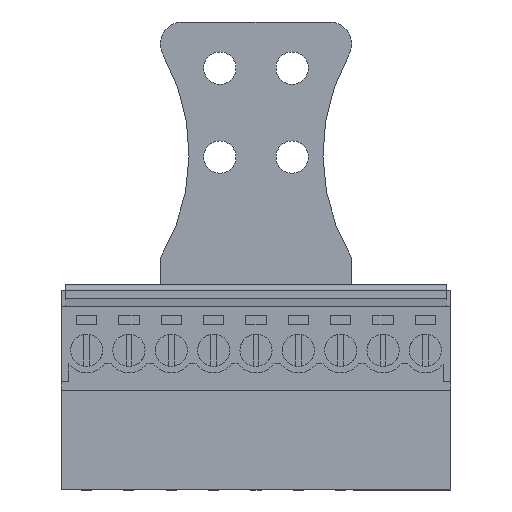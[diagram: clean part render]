
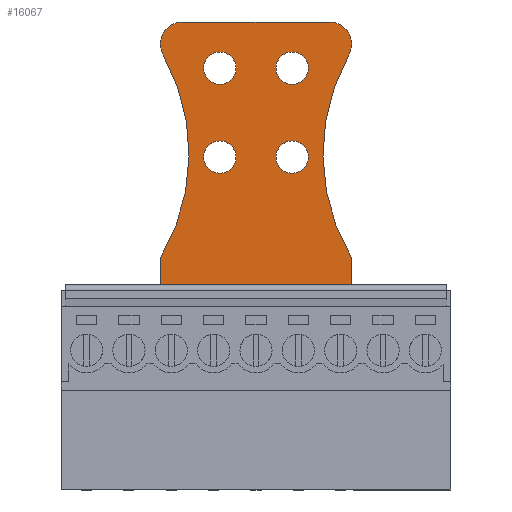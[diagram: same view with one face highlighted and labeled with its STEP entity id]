
A CAD part, front view. The second image highlights one B-rep face of the part: STEP entity #16067.
In plain terms, the highlighted planar face has unit normal (0, -1, 0).
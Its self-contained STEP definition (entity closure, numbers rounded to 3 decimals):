
#15936=AXIS2_PLACEMENT_3D('Plane Axis2P3D',#15933,#15934,#15935) ;
#15947=AXIS2_PLACEMENT_3D('Circle Axis2P3D',#15945,#15946,$) ;
#15954=AXIS2_PLACEMENT_3D('Circle Axis2P3D',#15952,#15953,$) ;
#15968=AXIS2_PLACEMENT_3D('Circle Axis2P3D',#15966,#15967,$) ;
#15975=AXIS2_PLACEMENT_3D('Circle Axis2P3D',#15973,#15974,$) ;
#15997=AXIS2_PLACEMENT_3D('Circle Axis2P3D',#15995,#15996,$) ;
#16006=AXIS2_PLACEMENT_3D('Circle Axis2P3D',#16004,#16005,$) ;
#16015=AXIS2_PLACEMENT_3D('Circle Axis2P3D',#16013,#16014,$) ;
#16024=AXIS2_PLACEMENT_3D('Circle Axis2P3D',#16022,#16023,$) ;
#16033=AXIS2_PLACEMENT_3D('Circle Axis2P3D',#16031,#16032,$) ;
#16042=AXIS2_PLACEMENT_3D('Circle Axis2P3D',#16040,#16041,$) ;
#16051=AXIS2_PLACEMENT_3D('Circle Axis2P3D',#16049,#16050,$) ;
#16060=AXIS2_PLACEMENT_3D('Circle Axis2P3D',#16058,#16059,$) ;
#15897=CARTESIAN_POINT('Line Origine',(17.54,10.6,17.95)) ;
#15901=CARTESIAN_POINT('Vertex',(26.1,10.6,17.95)) ;
#15903=CARTESIAN_POINT('Vertex',(8.98,10.6,17.95)) ;
#15933=CARTESIAN_POINT('Axis2P3D Location',(17.54,10.6,8.95)) ;
#15938=CARTESIAN_POINT('Line Origine',(26.1,10.6,19.45)) ;
#15942=CARTESIAN_POINT('Vertex',(26.1,10.6,20.951)) ;
#15945=CARTESIAN_POINT('Axis2P3D Location',(41.755,10.6,30.223)) ;
#15949=CARTESIAN_POINT('Vertex',(25.884,10.6,39.122)) ;
#15952=CARTESIAN_POINT('Axis2P3D Location',(24.14,10.6,40.1)) ;
#15956=CARTESIAN_POINT('Vertex',(24.14,10.6,42.1)) ;
#15959=CARTESIAN_POINT('Line Origine',(17.54,10.6,42.1)) ;
#15963=CARTESIAN_POINT('Vertex',(10.94,10.6,42.1)) ;
#15966=CARTESIAN_POINT('Axis2P3D Location',(10.94,10.6,40.1)) ;
#15970=CARTESIAN_POINT('Vertex',(9.196,10.6,39.122)) ;
#15973=CARTESIAN_POINT('Axis2P3D Location',(-6.675,10.6,30.223)) ;
#15977=CARTESIAN_POINT('Vertex',(8.98,10.6,20.951)) ;
#15980=CARTESIAN_POINT('Line Origine',(8.98,10.6,19.45)) ;
#15995=CARTESIAN_POINT('Axis2P3D Location',(20.79,10.6,29.95)) ;
#15999=CARTESIAN_POINT('Vertex',(22.24,10.6,29.95)) ;
#16001=CARTESIAN_POINT('Vertex',(19.34,10.6,29.95)) ;
#16004=CARTESIAN_POINT('Axis2P3D Location',(20.79,10.6,29.95)) ;
#16013=CARTESIAN_POINT('Axis2P3D Location',(20.79,10.6,37.95)) ;
#16017=CARTESIAN_POINT('Vertex',(19.34,10.6,37.95)) ;
#16019=CARTESIAN_POINT('Vertex',(22.24,10.6,37.95)) ;
#16022=CARTESIAN_POINT('Axis2P3D Location',(20.79,10.6,37.95)) ;
#16031=CARTESIAN_POINT('Axis2P3D Location',(14.29,10.6,29.95)) ;
#16035=CARTESIAN_POINT('Vertex',(12.84,10.6,29.95)) ;
#16037=CARTESIAN_POINT('Vertex',(15.74,10.6,29.95)) ;
#16040=CARTESIAN_POINT('Axis2P3D Location',(14.29,10.6,29.95)) ;
#16049=CARTESIAN_POINT('Axis2P3D Location',(14.29,10.6,37.95)) ;
#16053=CARTESIAN_POINT('Vertex',(12.84,10.6,37.95)) ;
#16055=CARTESIAN_POINT('Vertex',(15.74,10.6,37.95)) ;
#16058=CARTESIAN_POINT('Axis2P3D Location',(14.29,10.6,37.95)) ;
#15898=DIRECTION('Vector Direction',(-1.,0.,0.)) ;
#15934=DIRECTION('Axis2P3D Direction',(0.,-1.,0.)) ;
#15935=DIRECTION('Axis2P3D XDirection',(1.,0.,0.)) ;
#15939=DIRECTION('Vector Direction',(0.,0.,1.)) ;
#15946=DIRECTION('Axis2P3D Direction',(0.,-1.,0.)) ;
#15953=DIRECTION('Axis2P3D Direction',(0.,-1.,0.)) ;
#15960=DIRECTION('Vector Direction',(1.,0.,0.)) ;
#15967=DIRECTION('Axis2P3D Direction',(0.,-1.,0.)) ;
#15974=DIRECTION('Axis2P3D Direction',(0.,-1.,0.)) ;
#15981=DIRECTION('Vector Direction',(0.,0.,-1.)) ;
#15996=DIRECTION('Axis2P3D Direction',(0.,-1.,0.)) ;
#16005=DIRECTION('Axis2P3D Direction',(0.,-1.,0.)) ;
#16014=DIRECTION('Axis2P3D Direction',(0.,-1.,0.)) ;
#16023=DIRECTION('Axis2P3D Direction',(0.,-1.,0.)) ;
#16032=DIRECTION('Axis2P3D Direction',(0.,-1.,0.)) ;
#16041=DIRECTION('Axis2P3D Direction',(0.,-1.,0.)) ;
#16050=DIRECTION('Axis2P3D Direction',(0.,-1.,0.)) ;
#16059=DIRECTION('Axis2P3D Direction',(0.,-1.,0.)) ;
#15899=VECTOR('Line Direction',#15898,1.) ;
#15940=VECTOR('Line Direction',#15939,1.) ;
#15961=VECTOR('Line Direction',#15960,1.) ;
#15982=VECTOR('Line Direction',#15981,1.) ;
#15986=ORIENTED_EDGE('',*,*,#15944,.T.) ;
#15987=ORIENTED_EDGE('',*,*,#15951,.F.) ;
#15988=ORIENTED_EDGE('',*,*,#15958,.T.) ;
#15989=ORIENTED_EDGE('',*,*,#15965,.F.) ;
#15990=ORIENTED_EDGE('',*,*,#15972,.T.) ;
#15991=ORIENTED_EDGE('',*,*,#15979,.F.) ;
#15992=ORIENTED_EDGE('',*,*,#15984,.T.) ;
#15993=ORIENTED_EDGE('',*,*,#15905,.F.) ;
#16010=ORIENTED_EDGE('',*,*,#16003,.F.) ;
#16011=ORIENTED_EDGE('',*,*,#16008,.F.) ;
#16028=ORIENTED_EDGE('',*,*,#16021,.F.) ;
#16029=ORIENTED_EDGE('',*,*,#16026,.F.) ;
#16046=ORIENTED_EDGE('',*,*,#16039,.F.) ;
#16047=ORIENTED_EDGE('',*,*,#16044,.F.) ;
#16064=ORIENTED_EDGE('',*,*,#16057,.F.) ;
#16065=ORIENTED_EDGE('',*,*,#16062,.F.) ;
#16012=FACE_BOUND('',#16009,.T.) ;
#16030=FACE_BOUND('',#16027,.T.) ;
#16048=FACE_BOUND('',#16045,.T.) ;
#16066=FACE_BOUND('',#16063,.T.) ;
#16067=ADVANCED_FACE('Strain relief',(#15994,#16012,#16030,#16048,#16066),#15937,.T.) ;
#15948=CIRCLE('generated circle',#15947,18.195) ;
#15955=CIRCLE('generated circle',#15954,2.) ;
#15969=CIRCLE('generated circle',#15968,2.) ;
#15976=CIRCLE('generated circle',#15975,18.195) ;
#15998=CIRCLE('generated circle',#15997,1.45) ;
#16007=CIRCLE('generated circle',#16006,1.45) ;
#16016=CIRCLE('generated circle',#16015,1.45) ;
#16025=CIRCLE('generated circle',#16024,1.45) ;
#16034=CIRCLE('generated circle',#16033,1.45) ;
#16043=CIRCLE('generated circle',#16042,1.45) ;
#16052=CIRCLE('generated circle',#16051,1.45) ;
#16061=CIRCLE('generated circle',#16060,1.45) ;
#15905=EDGE_CURVE('',#15902,#15904,#15900,.T.) ;
#15944=EDGE_CURVE('',#15902,#15943,#15941,.T.) ;
#15951=EDGE_CURVE('',#15950,#15943,#15948,.T.) ;
#15958=EDGE_CURVE('',#15950,#15957,#15955,.T.) ;
#15965=EDGE_CURVE('',#15964,#15957,#15962,.T.) ;
#15972=EDGE_CURVE('',#15964,#15971,#15969,.T.) ;
#15979=EDGE_CURVE('',#15978,#15971,#15976,.T.) ;
#15984=EDGE_CURVE('',#15978,#15904,#15983,.T.) ;
#16003=EDGE_CURVE('',#16000,#16002,#15998,.T.) ;
#16008=EDGE_CURVE('',#16002,#16000,#16007,.T.) ;
#16021=EDGE_CURVE('',#16018,#16020,#16016,.T.) ;
#16026=EDGE_CURVE('',#16020,#16018,#16025,.T.) ;
#16039=EDGE_CURVE('',#16036,#16038,#16034,.T.) ;
#16044=EDGE_CURVE('',#16038,#16036,#16043,.T.) ;
#16057=EDGE_CURVE('',#16054,#16056,#16052,.T.) ;
#16062=EDGE_CURVE('',#16056,#16054,#16061,.T.) ;
#15985=EDGE_LOOP('',(#15986,#15987,#15988,#15989,#15990,#15991,#15992,#15993)) ;
#16009=EDGE_LOOP('',(#16010,#16011)) ;
#16027=EDGE_LOOP('',(#16028,#16029)) ;
#16045=EDGE_LOOP('',(#16046,#16047)) ;
#16063=EDGE_LOOP('',(#16064,#16065)) ;
#15994=FACE_OUTER_BOUND('',#15985,.T.) ;
#15900=LINE('Line',#15897,#15899) ;
#15941=LINE('Line',#15938,#15940) ;
#15962=LINE('Line',#15959,#15961) ;
#15983=LINE('Line',#15980,#15982) ;
#15937=PLANE('',#15936) ;
#15902=VERTEX_POINT('',#15901) ;
#15904=VERTEX_POINT('',#15903) ;
#15943=VERTEX_POINT('',#15942) ;
#15950=VERTEX_POINT('',#15949) ;
#15957=VERTEX_POINT('',#15956) ;
#15964=VERTEX_POINT('',#15963) ;
#15971=VERTEX_POINT('',#15970) ;
#15978=VERTEX_POINT('',#15977) ;
#16000=VERTEX_POINT('',#15999) ;
#16002=VERTEX_POINT('',#16001) ;
#16018=VERTEX_POINT('',#16017) ;
#16020=VERTEX_POINT('',#16019) ;
#16036=VERTEX_POINT('',#16035) ;
#16038=VERTEX_POINT('',#16037) ;
#16054=VERTEX_POINT('',#16053) ;
#16056=VERTEX_POINT('',#16055) ;
